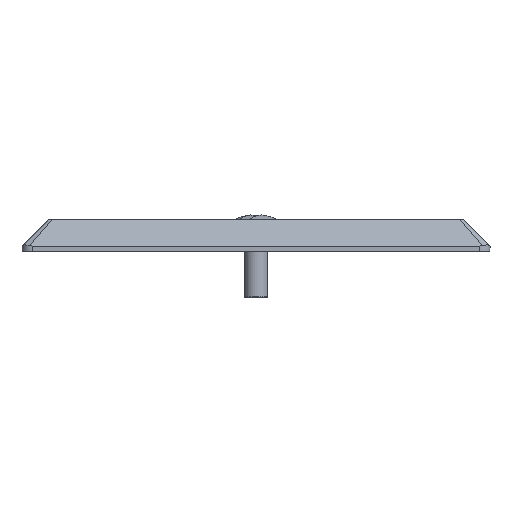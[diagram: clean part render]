
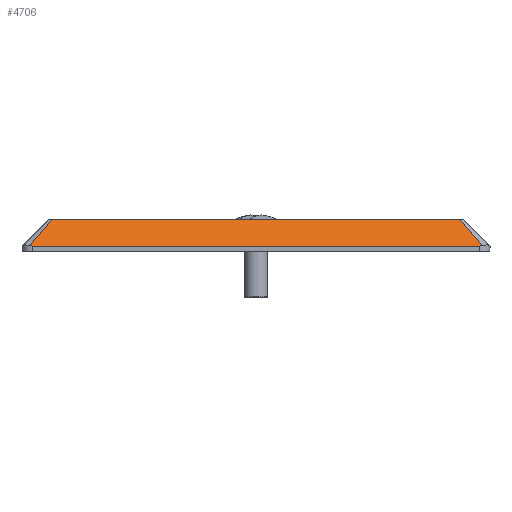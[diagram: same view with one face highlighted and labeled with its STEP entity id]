
A CAD part, front view. The second image highlights one B-rep face of the part: STEP entity #4706.
In plain terms, the highlighted planar face has unit normal (0, -0.707, 0.707).
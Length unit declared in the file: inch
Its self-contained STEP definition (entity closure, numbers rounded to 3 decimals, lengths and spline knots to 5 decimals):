
#39 = VERTEX_POINT ( 'NONE', #5693 ) ;
#219 = CARTESIAN_POINT ( 'NONE',  ( -1.3296, -2.24703, -0.15403 ) ) ;
#236 = EDGE_CURVE ( 'NONE', #2840, #2547, #3115, .T. ) ;
#322 = LINE ( 'NONE', #1369, #4975 ) ;
#488 = VECTOR ( 'NONE', #4948, 39.37008 ) ;
#496 = CARTESIAN_POINT ( 'NONE',  ( 1.2015, -2.09771, -0.00471 ) ) ;
#506 = ORIENTED_EDGE ( 'NONE', *, *, #5782, .T. ) ;
#625 = AXIS2_PLACEMENT_3D ( 'NONE', #3914, #714, #5893 ) ;
#714 = DIRECTION ( 'NONE',  ( 0., 0.707, -0.707 ) ) ;
#891 = CARTESIAN_POINT ( 'NONE',  ( 1.25033, -2.14655, -0.05355 ) ) ;
#938 = CARTESIAN_POINT ( 'NONE',  ( 1.33053, -2.24796, -0.15496 ) ) ;
#963 = EDGE_CURVE ( 'NONE', #2547, #1597, #2008, .T. ) ;
#1287 = EDGE_CURVE ( 'NONE', #1763, #39, #2512, .T. ) ;
#1369 = CARTESIAN_POINT ( 'NONE',  ( 0., -2.093, 0. ) ) ;
#1597 = VERTEX_POINT ( 'NONE', #3751 ) ;
#1685 = ORIENTED_EDGE ( 'NONE', *, *, #5053, .F. ) ;
#1686 = CARTESIAN_POINT ( 'NONE',  ( -1.32914, -2.24657, -0.15357 ) ) ;
#1763 = VERTEX_POINT ( 'NONE', #5279 ) ;
#2008 = B_SPLINE_CURVE_WITH_KNOTS ( 'NONE', 3,
 ( #938, #3303, #4694, #3762, #5163, #891, #2378, #496, #5586, #5650 ),
 .UNSPECIFIED., .F., .F.,
 ( 4, 3, 3, 4 ),
 ( 0.4, 0.40188, 0.59044, 0.6 ),
 .UNSPECIFIED. ) ;
#2010 = CARTESIAN_POINT ( 'NONE',  ( -1.32546, -2.24931, -0.15631 ) ) ;
#2102 = CARTESIAN_POINT ( 'NONE',  ( -1.2015, -2.09771, -0.00471 ) ) ;
#2119 = CARTESIAN_POINT ( 'NONE',  ( -1.25033, -2.14655, -0.05355 ) ) ;
#2135 = FACE_OUTER_BOUND ( 'NONE', #4876, .T. ) ;
#2378 = CARTESIAN_POINT ( 'NONE',  ( 1.20386, -2.10007, -0.00707 ) ) ;
#2512 = B_SPLINE_CURVE_WITH_KNOTS ( 'NONE', 3,
 ( #4488, #3946, #2102, #4474, #2119, #5376, #1686, #219, #4946, #2579 ),
 .UNSPECIFIED., .F., .F.,
 ( 4, 3, 3, 4 ),
 ( 0.4, 0.40956, 0.59812, 0.6 ),
 .UNSPECIFIED. ) ;
#2547 = VERTEX_POINT ( 'NONE', #4420 ) ;
#2579 = CARTESIAN_POINT ( 'NONE',  ( -1.33053, -2.24796, -0.15496 ) ) ;
#2840 = VERTEX_POINT ( 'NONE', #5166 ) ;
#2861 = LINE ( 'NONE', #3556, #488 ) ;
#2877 = ORIENTED_EDGE ( 'NONE', *, *, #963, .T. ) ;
#3115 =( BOUNDED_CURVE ( )  B_SPLINE_CURVE ( 3, ( #5757, #5244, #3811, #4268 ),
 .UNSPECIFIED., .F., .T. ) 
 B_SPLINE_CURVE_WITH_KNOTS ( ( 4, 4 ),
 ( 0., 0.2618 ),
 .UNSPECIFIED. ) 
 CURVE ( )  GEOMETRIC_REPRESENTATION_ITEM ( )  RATIONAL_B_SPLINE_CURVE ( ( 1., 0.994, 0.994, 1. ) ) 
 REPRESENTATION_ITEM ( '' )  );
#3303 = CARTESIAN_POINT ( 'NONE',  ( 1.33007, -2.24749, -0.15449 ) ) ;
#3498 = VERTEX_POINT ( 'NONE', #5278 ) ;
#3556 = CARTESIAN_POINT ( 'NONE',  ( -1.65, -2.25, -0.157 ) ) ;
#3751 = CARTESIAN_POINT ( 'NONE',  ( 1.19679, -2.093, 0. ) ) ;
#3762 = CARTESIAN_POINT ( 'NONE',  ( 1.32914, -2.24657, -0.15357 ) ) ;
#3811 = CARTESIAN_POINT ( 'NONE',  ( 1.32546, -2.24931, -0.15631 ) ) ;
#3914 = CARTESIAN_POINT ( 'NONE',  ( -1.65, -1.99426, 0.09874 ) ) ;
#3946 = CARTESIAN_POINT ( 'NONE',  ( -1.19914, -2.09536, -0.00236 ) ) ;
#4268 = CARTESIAN_POINT ( 'NONE',  ( 1.33053, -2.24796, -0.15496 ) ) ;
#4318 = CARTESIAN_POINT ( 'NONE',  ( -1.33053, -2.24796, -0.15496 ) ) ;
#4420 = CARTESIAN_POINT ( 'NONE',  ( 1.33053, -2.24796, -0.15496 ) ) ;
#4474 = CARTESIAN_POINT ( 'NONE',  ( -1.20386, -2.10007, -0.00707 ) ) ;
#4488 = CARTESIAN_POINT ( 'NONE',  ( -1.19679, -2.093, 0. ) ) ;
#4694 = CARTESIAN_POINT ( 'NONE',  ( 1.3296, -2.24703, -0.15403 ) ) ;
#4706 = ADVANCED_FACE ( 'NONE', ( #2135 ), #4879, .F. ) ;
#4829 =( BOUNDED_CURVE ( )  B_SPLINE_CURVE ( 3, ( #4318, #2010, #5672, #5274 ),
 .UNSPECIFIED., .F., .F. ) 
 B_SPLINE_CURVE_WITH_KNOTS ( ( 4, 4 ),
 ( 6.02139, 6.28319 ),
 .UNSPECIFIED. ) 
 CURVE ( )  GEOMETRIC_REPRESENTATION_ITEM ( )  RATIONAL_B_SPLINE_CURVE ( ( 1., 0.994, 0.994, 1. ) ) 
 REPRESENTATION_ITEM ( '' )  );
#4876 = EDGE_LOOP ( 'NONE', ( #6023, #2877, #1685, #6092, #506, #5201 ) ) ;
#4879 = PLANE ( 'NONE',  #625 ) ;
#4946 = CARTESIAN_POINT ( 'NONE',  ( -1.33007, -2.24749, -0.15449 ) ) ;
#4948 = DIRECTION ( 'NONE',  ( -1., 0., 0. ) ) ;
#4975 = VECTOR ( 'NONE', #6093, 39.37008 ) ;
#5053 = EDGE_CURVE ( 'NONE', #1763, #1597, #322, .T. ) ;
#5163 = CARTESIAN_POINT ( 'NONE',  ( 1.28267, -2.20009, -0.10709 ) ) ;
#5166 = CARTESIAN_POINT ( 'NONE',  ( 1.315, -2.25, -0.157 ) ) ;
#5201 = ORIENTED_EDGE ( 'NONE', *, *, #5330, .F. ) ;
#5244 = CARTESIAN_POINT ( 'NONE',  ( 1.32025, -2.25, -0.157 ) ) ;
#5274 = CARTESIAN_POINT ( 'NONE',  ( -1.315, -2.25, -0.157 ) ) ;
#5278 = CARTESIAN_POINT ( 'NONE',  ( -1.315, -2.25, -0.157 ) ) ;
#5279 = CARTESIAN_POINT ( 'NONE',  ( -1.19679, -2.093, 0. ) ) ;
#5330 = EDGE_CURVE ( 'NONE', #2840, #3498, #2861, .T. ) ;
#5376 = CARTESIAN_POINT ( 'NONE',  ( -1.28267, -2.20009, -0.10709 ) ) ;
#5586 = CARTESIAN_POINT ( 'NONE',  ( 1.19914, -2.09536, -0.00236 ) ) ;
#5650 = CARTESIAN_POINT ( 'NONE',  ( 1.19679, -2.093, 0. ) ) ;
#5672 = CARTESIAN_POINT ( 'NONE',  ( -1.32025, -2.25, -0.157 ) ) ;
#5693 = CARTESIAN_POINT ( 'NONE',  ( -1.33053, -2.24796, -0.15496 ) ) ;
#5757 = CARTESIAN_POINT ( 'NONE',  ( 1.315, -2.25, -0.157 ) ) ;
#5782 = EDGE_CURVE ( 'NONE', #39, #3498, #4829, .T. ) ;
#5893 = DIRECTION ( 'NONE',  ( 0., 0.707, 0.707 ) ) ;
#6023 = ORIENTED_EDGE ( 'NONE', *, *, #236, .T. ) ;
#6092 = ORIENTED_EDGE ( 'NONE', *, *, #1287, .T. ) ;
#6093 = DIRECTION ( 'NONE',  ( 1., 0., 0. ) ) ;
